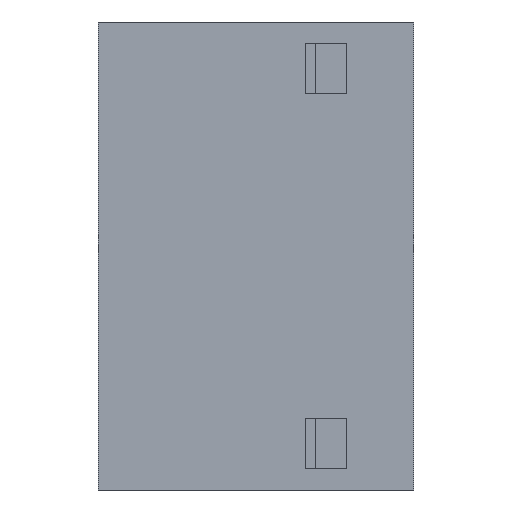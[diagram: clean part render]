
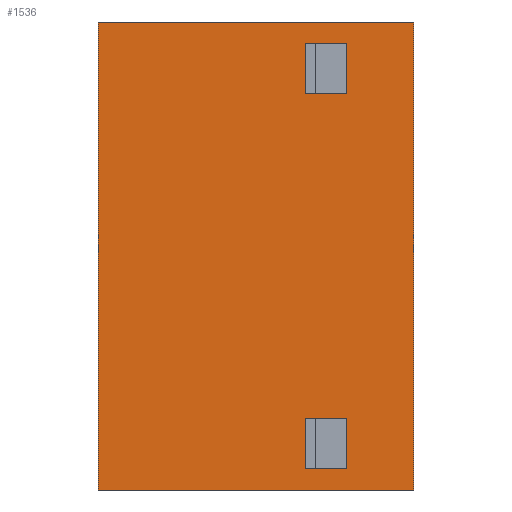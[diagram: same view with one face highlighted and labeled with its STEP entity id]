
A CAD part, left-side view. The second image highlights one B-rep face of the part: STEP entity #1536.
In plain terms, the highlighted planar face has unit normal (-1, 0, 0).
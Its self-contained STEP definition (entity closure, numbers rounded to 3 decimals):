
#116=ORIENTED_EDGE('',*,*,#548,.T.);
#117=ORIENTED_EDGE('',*,*,#543,.T.);
#118=ORIENTED_EDGE('',*,*,#549,.T.);
#119=ORIENTED_EDGE('',*,*,#550,.T.);
#120=ORIENTED_EDGE('',*,*,#551,.T.);
#121=ORIENTED_EDGE('',*,*,#552,.F.);
#122=ORIENTED_EDGE('',*,*,#553,.F.);
#123=ORIENTED_EDGE('',*,*,#554,.T.);
#124=ORIENTED_EDGE('',*,*,#555,.T.);
#125=ORIENTED_EDGE('',*,*,#547,.T.);
#126=ORIENTED_EDGE('',*,*,#556,.T.);
#127=ORIENTED_EDGE('',*,*,#557,.T.);
#543=EDGE_CURVE('',#757,#759,#911,.T.);
#547=EDGE_CURVE('',#761,#763,#915,.T.);
#548=EDGE_CURVE('',#764,#757,#916,.T.);
#549=EDGE_CURVE('',#759,#765,#917,.T.);
#550=EDGE_CURVE('',#765,#764,#918,.T.);
#551=EDGE_CURVE('',#766,#767,#919,.T.);
#552=EDGE_CURVE('',#768,#767,#920,.T.);
#553=EDGE_CURVE('',#769,#768,#921,.T.);
#554=EDGE_CURVE('',#769,#766,#922,.T.);
#555=EDGE_CURVE('',#770,#761,#923,.T.);
#556=EDGE_CURVE('',#763,#771,#924,.T.);
#557=EDGE_CURVE('',#771,#770,#925,.T.);
#757=VERTEX_POINT('',#2245);
#759=VERTEX_POINT('',#2249);
#761=VERTEX_POINT('',#2254);
#763=VERTEX_POINT('',#2258);
#764=VERTEX_POINT('',#2262);
#765=VERTEX_POINT('',#2264);
#766=VERTEX_POINT('',#2267);
#767=VERTEX_POINT('',#2268);
#768=VERTEX_POINT('',#2270);
#769=VERTEX_POINT('',#2272);
#770=VERTEX_POINT('',#2275);
#771=VERTEX_POINT('',#2277);
#911=LINE('',#2250,#1079);
#915=LINE('',#2259,#1083);
#916=LINE('',#2261,#1084);
#917=LINE('',#2263,#1085);
#918=LINE('',#2265,#1086);
#919=LINE('',#2266,#1087);
#920=LINE('',#2269,#1088);
#921=LINE('',#2271,#1089);
#922=LINE('',#2273,#1090);
#923=LINE('',#2274,#1091);
#924=LINE('',#2276,#1092);
#925=LINE('',#2278,#1093);
#1079=VECTOR('',#1793,1000.);
#1083=VECTOR('',#1799,1000.);
#1084=VECTOR('',#1802,1000.);
#1085=VECTOR('',#1803,1000.);
#1086=VECTOR('',#1804,1000.);
#1087=VECTOR('',#1805,1000.);
#1088=VECTOR('',#1806,1000.);
#1089=VECTOR('',#1807,1000.);
#1090=VECTOR('',#1808,1000.);
#1091=VECTOR('',#1809,1000.);
#1092=VECTOR('',#1810,1000.);
#1093=VECTOR('',#1811,1000.);
#1235=EDGE_LOOP('',(#116,#117,#118,#119));
#1236=EDGE_LOOP('',(#120,#121,#122,#123));
#1237=EDGE_LOOP('',(#124,#125,#126,#127));
#1355=FACE_BOUND('',#1235,.T.);
#1356=FACE_BOUND('',#1236,.T.);
#1357=FACE_BOUND('',#1237,.T.);
#1475=PLANE('',#1638);
#1536=ADVANCED_FACE('',(#1355,#1356,#1357),#1475,.F.);
#1638=AXIS2_PLACEMENT_3D('',#2260,#1800,#1801);
#1793=DIRECTION('',(0.,0.,-1.));
#1799=DIRECTION('',(0.,0.,-1.));
#1800=DIRECTION('',(1.,0.,0.));
#1801=DIRECTION('',(0.,0.,-1.));
#1802=DIRECTION('',(0.,-1.,0.));
#1803=DIRECTION('',(0.,1.,0.));
#1804=DIRECTION('',(0.,0.,1.));
#1805=DIRECTION('',(0.,-1.,0.));
#1806=DIRECTION('',(0.,0.,-1.));
#1807=DIRECTION('',(0.,-1.,0.));
#1808=DIRECTION('',(0.,0.,-1.));
#1809=DIRECTION('',(0.,-1.,0.));
#1810=DIRECTION('',(0.,1.,0.));
#1811=DIRECTION('',(0.,0.,1.));
#2245=CARTESIAN_POINT('',(-53.65,7.2,-17.35));
#2249=CARTESIAN_POINT('',(-53.65,7.2,-22.75));
#2250=CARTESIAN_POINT('',(-53.65,7.2,-17.35));
#2254=CARTESIAN_POINT('',(-53.65,7.2,22.75));
#2258=CARTESIAN_POINT('',(-53.65,7.2,17.35));
#2259=CARTESIAN_POINT('',(-53.65,7.2,22.75));
#2260=CARTESIAN_POINT('',(-53.65,33.8,25.05));
#2261=CARTESIAN_POINT('',(-53.65,11.6,-17.35));
#2262=CARTESIAN_POINT('',(-53.65,11.6,-17.35));
#2263=CARTESIAN_POINT('',(-53.65,7.2,-22.75));
#2264=CARTESIAN_POINT('',(-53.65,11.6,-22.75));
#2265=CARTESIAN_POINT('',(-53.65,11.6,-22.75));
#2266=CARTESIAN_POINT('',(-53.65,33.8,-25.05));
#2267=CARTESIAN_POINT('',(-53.65,33.8,-25.05));
#2268=CARTESIAN_POINT('',(-53.65,0.,-25.05));
#2269=CARTESIAN_POINT('',(-53.65,0.,25.05));
#2270=CARTESIAN_POINT('',(-53.65,0.,25.05));
#2271=CARTESIAN_POINT('',(-53.65,33.8,25.05));
#2272=CARTESIAN_POINT('',(-53.65,33.8,25.05));
#2273=CARTESIAN_POINT('',(-53.65,33.8,25.05));
#2274=CARTESIAN_POINT('',(-53.65,11.6,22.75));
#2275=CARTESIAN_POINT('',(-53.65,11.6,22.75));
#2276=CARTESIAN_POINT('',(-53.65,7.2,17.35));
#2277=CARTESIAN_POINT('',(-53.65,11.6,17.35));
#2278=CARTESIAN_POINT('',(-53.65,11.6,17.35));
